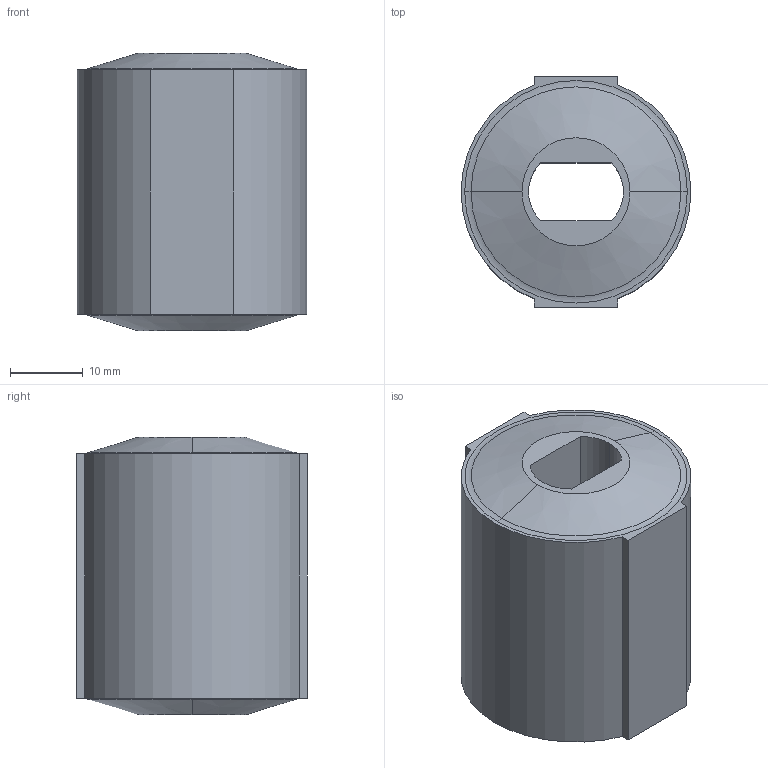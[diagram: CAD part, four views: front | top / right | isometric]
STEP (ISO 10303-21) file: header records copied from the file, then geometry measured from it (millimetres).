
FILE_DESCRIPTION (( 'STEP AP214' ), '1' );
FILE_NAME ('EC_ESDSR_D213L38T31.5H31.6.STEP', '2018-05-15T20:18:33', ( '' ), ( '' ), 'SwSTEP 2.0', 'SolidWorks 2014', '' );
FILE_SCHEMA (( 'AUTOMOTIVE_DESIGN' ));
Length unit declared in the file: millimetre
Products named in the file (1): EC_ESDSR_D213L38T31.5H31.6
Bounding box: 31.5 x 31.61 x 38 mm (x, y, z)
Volume: 24592.6 mm3; surface area: 6287.9 mm2
Topology: 1 solids, 1 shells, 80 faces, 215 edges, 142 vertices
Faces by surface type: plane 66, cylinder 6, torus 4, cone 4
Entity records: 2799 total; most frequent: CARTESIAN_POINT 438, ORIENTED_EDGE 430, DIRECTION 405, EDGE_CURVE 215, LINE 187, VECTOR 187, VERTEX_POINT 142, AXIS2_PLACEMENT_3D 109
